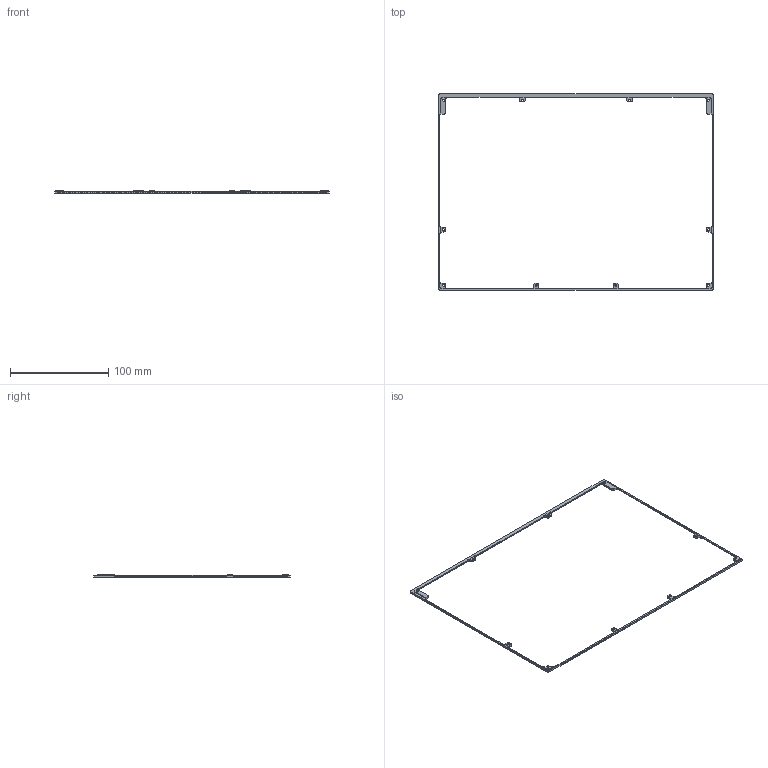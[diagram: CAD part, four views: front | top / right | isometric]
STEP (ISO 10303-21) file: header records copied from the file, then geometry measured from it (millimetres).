
FILE_DESCRIPTION(('FreeCAD Model'),'2;1');
FILE_NAME('Open CASCADE Shape Model','2025-06-11T12:38:45',(''),(''), 'Open CASCADE STEP processor 7.8','FreeCAD','Unknown');
FILE_SCHEMA(('AUTOMOTIVE_DESIGN { 1 0 10303 214 1 1 1 1 }'));
Length unit declared in the file: millimetre
Products named in the file (1): Center cutout and tabs
Bounding box: 280 x 200 x 2.95 mm (x, y, z)
Volume: 3987 mm3; surface area: 8683.5 mm2
Topology: 1 solids, 1 shells, 157 faces, 442 edges, 288 vertices
Faces by surface type: cylinder 80, plane 77
Full cylindrical faces by diameter (mm): 2.2 x10
Entity records: 10880 total; most frequent: CARTESIAN_POINT 2088, DIRECTION 1646, ORIENTED_EDGE 884, PCURVE 884, DEFINITIONAL_REPRESENTATION 884, LINE 882, VECTOR 882, EDGE_CURVE 442
